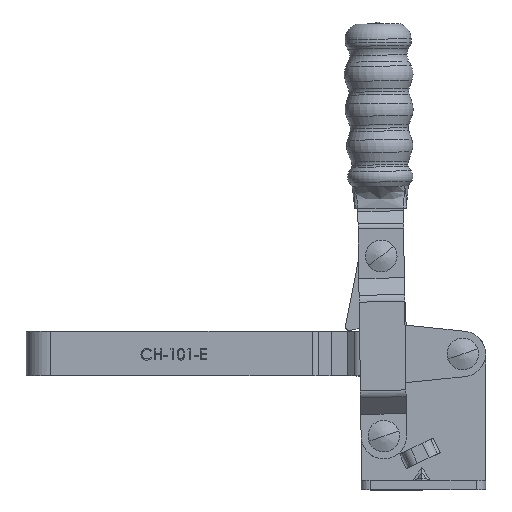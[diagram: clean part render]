
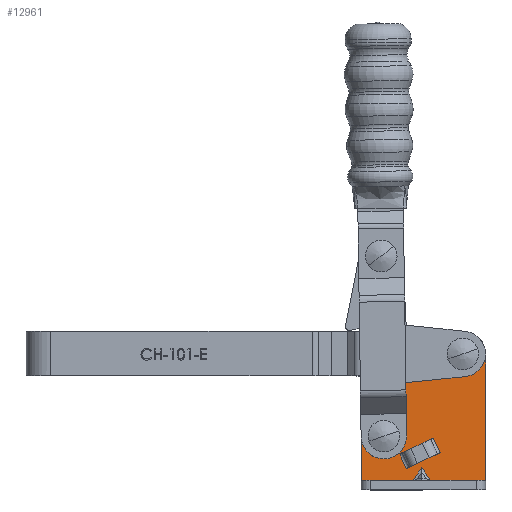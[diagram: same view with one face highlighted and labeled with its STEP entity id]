
A CAD part, top view. The second image highlights one B-rep face of the part: STEP entity #12961.
In plain terms, the highlighted planar face has unit normal (0, 0, 1).
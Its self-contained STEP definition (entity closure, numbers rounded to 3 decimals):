
#12883 = ORIENTED_EDGE ( 'NONE', *, *, #12884, .F. ) ;
#12884 = EDGE_CURVE ( 'NONE', #12986, #12985, #19828, .T. ) ;
#12885 = ORIENTED_EDGE ( 'NONE', *, *, #12886, .T. ) ;
#12886 = EDGE_CURVE ( 'NONE', #13050, #12887, #19819, .T. ) ;
#12887 = VERTEX_POINT ( 'NONE', #19815 ) ;
#12888 = ORIENTED_EDGE ( 'NONE', *, *, #12995, .T. ) ;
#12889 = EDGE_CURVE ( 'NONE', #13041, #13044, #19814, .T. ) ;
#12890 = ORIENTED_EDGE ( 'NONE', *, *, #12891, .F. ) ;
#12891 = EDGE_CURVE ( 'NONE', #12892, #13044, #19810, .T. ) ;
#12892 = VERTEX_POINT ( 'NONE', #19806 ) ;
#12893 = ORIENTED_EDGE ( 'NONE', *, *, #12894, .T. ) ;
#12894 = EDGE_CURVE ( 'NONE', #12892, #13042, #19805, .T. ) ;
#12925 = EDGE_LOOP ( 'NONE', ( #12926, #12927 ) ) ;
#12926 = ORIENTED_EDGE ( 'NONE', *, *, #12943, .F. ) ;
#12927 = ORIENTED_EDGE ( 'NONE', *, *, #12928, .F. ) ;
#12928 = EDGE_CURVE ( 'NONE', #12945, #12944, #19902, .T. ) ;
#12929 = EDGE_LOOP ( 'NONE', ( #12930, #12934, #13045, #13048, #12885, #12888, #12997, #13000, #13036 ) ) ;
#12930 = ORIENTED_EDGE ( 'NONE', *, *, #12931, .F. ) ;
#12931 = EDGE_CURVE ( 'NONE', #12932, #12933, #19897, .T. ) ;
#12932 = VERTEX_POINT ( 'NONE', #19893 ) ;
#12933 = VERTEX_POINT ( 'NONE', #19892 ) ;
#12934 = ORIENTED_EDGE ( 'NONE', *, *, #12935, .T. ) ;
#12935 = EDGE_CURVE ( 'NONE', #12932, #12936, #19891, .T. ) ;
#12936 = VERTEX_POINT ( 'NONE', #19887 ) ;
#12943 = EDGE_CURVE ( 'NONE', #12944, #12945, #19939, .T. ) ;
#12944 = VERTEX_POINT ( 'NONE', #19930 ) ;
#12945 = VERTEX_POINT ( 'NONE', #19929 ) ;
#12961 = ADVANCED_FACE ( 'NONE', ( #19963, #19962, #19961, #19960 ), #19959, .T. ) ;
#12962 = EDGE_LOOP ( 'NONE', ( #12963, #12883 ) ) ;
#12963 = ORIENTED_EDGE ( 'NONE', *, *, #12984, .F. ) ;
#12984 = EDGE_CURVE ( 'NONE', #12985, #12986, #20026, .T. ) ;
#12985 = VERTEX_POINT ( 'NONE', #20021 ) ;
#12986 = VERTEX_POINT ( 'NONE', #20020 ) ;
#12995 = EDGE_CURVE ( 'NONE', #12887, #12996, #20008, .T. ) ;
#12996 = VERTEX_POINT ( 'NONE', #20003 ) ;
#12997 = ORIENTED_EDGE ( 'NONE', *, *, #12998, .T. ) ;
#12998 = EDGE_CURVE ( 'NONE', #12996, #12999, #20002, .T. ) ;
#12999 = VERTEX_POINT ( 'NONE', #20058 ) ;
#13000 = ORIENTED_EDGE ( 'NONE', *, *, #13001, .T. ) ;
#13001 = EDGE_CURVE ( 'NONE', #12999, #13002, #20057, .T. ) ;
#13002 = VERTEX_POINT ( 'NONE', #20052 ) ;
#13036 = ORIENTED_EDGE ( 'NONE', *, *, #13037, .T. ) ;
#13037 = EDGE_CURVE ( 'NONE', #13002, #12933, #20126, .T. ) ;
#13038 = EDGE_LOOP ( 'NONE', ( #13039, #13043, #12890, #12893 ) ) ;
#13039 = ORIENTED_EDGE ( 'NONE', *, *, #13040, .F. ) ;
#13040 = EDGE_CURVE ( 'NONE', #13041, #13042, #20122, .T. ) ;
#13041 = VERTEX_POINT ( 'NONE', #20118 ) ;
#13042 = VERTEX_POINT ( 'NONE', #20117 ) ;
#13043 = ORIENTED_EDGE ( 'NONE', *, *, #12889, .T. ) ;
#13044 = VERTEX_POINT ( 'NONE', #20116 ) ;
#13045 = ORIENTED_EDGE ( 'NONE', *, *, #13046, .T. ) ;
#13046 = EDGE_CURVE ( 'NONE', #12936, #13047, #20115, .T. ) ;
#13047 = VERTEX_POINT ( 'NONE', #20111 ) ;
#13048 = ORIENTED_EDGE ( 'NONE', *, *, #13049, .F. ) ;
#13049 = EDGE_CURVE ( 'NONE', #13050, #13047, #20110, .T. ) ;
#13050 = VERTEX_POINT ( 'NONE', #20106 ) ;
#19805 = LINE ( 'NONE', #19858, #19857 ) ;
#19806 = CARTESIAN_POINT ( 'NONE',  ( -25.088, 6.781, 3. ) ) ;
#19807 = DIRECTION ( 'NONE',  ( 0.906, 0.423, 0. ) ) ;
#19808 = VECTOR ( 'NONE', #19807, 1000. ) ;
#19809 = CARTESIAN_POINT ( 'NONE',  ( -15.181, 11.401, 3. ) ) ;
#19810 = LINE ( 'NONE', #19809, #19808 ) ;
#19811 = DIRECTION ( 'NONE',  ( 0.423, -0.906, 0. ) ) ;
#19812 = VECTOR ( 'NONE', #19811, 1000. ) ;
#19813 = CARTESIAN_POINT ( 'NONE',  ( -14.39, 11.77, 3. ) ) ;
#19814 = LINE ( 'NONE', #19813, #19812 ) ;
#19815 = CARTESIAN_POINT ( 'NONE',  ( 0., 43., 3. ) ) ;
#19816 = DIRECTION ( 'NONE',  ( 0., 1., 0. ) ) ;
#19817 = VECTOR ( 'NONE', #19816, 1000. ) ;
#19818 = CARTESIAN_POINT ( 'NONE',  ( 0., 0., 3. ) ) ;
#19819 = LINE ( 'NONE', #19818, #19817 ) ;
#19820 = DIRECTION ( 'NONE',  ( 1., 0., 0. ) ) ;
#19821 = DIRECTION ( 'NONE',  ( 0., 0., 1. ) ) ;
#19822 = CARTESIAN_POINT ( 'NONE',  ( -32.2, 17., 3. ) ) ;
#19823 = AXIS2_PLACEMENT_3D ( 'NONE', #19822, #19821, #19820 ) ;
#19828 = CIRCLE ( 'NONE', #19823, 3.2 ) ;
#19856 = DIRECTION ( 'NONE',  ( -0.423, 0.906, 0. ) ) ;
#19857 = VECTOR ( 'NONE', #19856, 1000. ) ;
#19858 = CARTESIAN_POINT ( 'NONE',  ( -27.229, 11.374, 3. ) ) ;
#19887 = CARTESIAN_POINT ( 'NONE',  ( -20.2, 7., 3. ) ) ;
#19888 = DIRECTION ( 'NONE',  ( 0.577, 0.816, 0. ) ) ;
#19889 = VECTOR ( 'NONE', #19888, 1000. ) ;
#19890 = CARTESIAN_POINT ( 'NONE',  ( -20.671, 6.333, 3. ) ) ;
#19891 = LINE ( 'NONE', #19890, #19889 ) ;
#19892 = CARTESIAN_POINT ( 'NONE',  ( -39.4, 3., 3. ) ) ;
#19893 = CARTESIAN_POINT ( 'NONE',  ( -23.028, 3., 3. ) ) ;
#19894 = DIRECTION ( 'NONE',  ( -1., 0., 0. ) ) ;
#19895 = VECTOR ( 'NONE', #19894, 1000. ) ;
#19896 = CARTESIAN_POINT ( 'NONE',  ( 0., 3., 3. ) ) ;
#19897 = LINE ( 'NONE', #19896, #19895 ) ;
#19898 = DIRECTION ( 'NONE',  ( 1., 0., 0. ) ) ;
#19899 = DIRECTION ( 'NONE',  ( 0., 0., 1. ) ) ;
#19900 = CARTESIAN_POINT ( 'NONE',  ( -7.2, 43., 3. ) ) ;
#19901 = AXIS2_PLACEMENT_3D ( 'NONE', #19900, #19899, #19898 ) ;
#19902 = CIRCLE ( 'NONE', #19901, 3.2 ) ;
#19929 = CARTESIAN_POINT ( 'NONE',  ( -4., 43., 3. ) ) ;
#19930 = CARTESIAN_POINT ( 'NONE',  ( -10.4, 43., 3. ) ) ;
#19931 = DIRECTION ( 'NONE',  ( 1., 0., 0. ) ) ;
#19932 = DIRECTION ( 'NONE',  ( 0., 0., 1. ) ) ;
#19933 = CARTESIAN_POINT ( 'NONE',  ( -7.2, 43., 3. ) ) ;
#19934 = AXIS2_PLACEMENT_3D ( 'NONE', #19933, #19932, #19931 ) ;
#19939 = CIRCLE ( 'NONE', #19934, 3.2 ) ;
#19954 = DIRECTION ( 'NONE',  ( 1., 0., 0. ) ) ;
#19955 = DIRECTION ( 'NONE',  ( 0., 0., 1. ) ) ;
#19956 = AXIS2_PLACEMENT_3D ( 'NONE', #19958, #19955, #19954 ) ;
#19958 = CARTESIAN_POINT ( 'NONE',  ( -7.2, 43., 3. ) ) ;
#19959 = PLANE ( 'NONE',  #19956 ) ;
#19960 = FACE_BOUND ( 'NONE', #13038, .T. ) ;
#19961 = FACE_OUTER_BOUND ( 'NONE', #12929, .T. ) ;
#19962 = FACE_BOUND ( 'NONE', #12925, .T. ) ;
#19963 = FACE_BOUND ( 'NONE', #12962, .T. ) ;
#20002 = LINE ( 'NONE', #20061, #20060 ) ;
#20003 = CARTESIAN_POINT ( 'NONE',  ( -12.39, 47.99, 3. ) ) ;
#20004 = DIRECTION ( 'NONE',  ( 1., 0., 0. ) ) ;
#20005 = DIRECTION ( 'NONE',  ( 0., 0., 1. ) ) ;
#20006 = CARTESIAN_POINT ( 'NONE',  ( -7.2, 43., 3. ) ) ;
#20007 = AXIS2_PLACEMENT_3D ( 'NONE', #20006, #20005, #20004 ) ;
#20008 = CIRCLE ( 'NONE', #20007, 7.2 ) ;
#20020 = CARTESIAN_POINT ( 'NONE',  ( -29., 17., 3. ) ) ;
#20021 = CARTESIAN_POINT ( 'NONE',  ( -35.4, 17., 3. ) ) ;
#20022 = DIRECTION ( 'NONE',  ( 1., 0., 0. ) ) ;
#20023 = DIRECTION ( 'NONE',  ( 0., 0., 1. ) ) ;
#20024 = CARTESIAN_POINT ( 'NONE',  ( -32.2, 17., 3. ) ) ;
#20025 = AXIS2_PLACEMENT_3D ( 'NONE', #20024, #20023, #20022 ) ;
#20026 = CIRCLE ( 'NONE', #20025, 3.2 ) ;
#20052 = CARTESIAN_POINT ( 'NONE',  ( -39.4, 17., 3. ) ) ;
#20053 = DIRECTION ( 'NONE',  ( 1., 0., 0. ) ) ;
#20054 = DIRECTION ( 'NONE',  ( 0., 0., 1. ) ) ;
#20055 = CARTESIAN_POINT ( 'NONE',  ( -32.2, 17., 3. ) ) ;
#20056 = AXIS2_PLACEMENT_3D ( 'NONE', #20055, #20054, #20053 ) ;
#20057 = CIRCLE ( 'NONE', #20056, 7.2 ) ;
#20058 = CARTESIAN_POINT ( 'NONE',  ( -37.39, 21.99, 3. ) ) ;
#20059 = DIRECTION ( 'NONE',  ( -0.693, -0.721, 0. ) ) ;
#20060 = VECTOR ( 'NONE', #20059, 1000. ) ;
#20061 = CARTESIAN_POINT ( 'NONE',  ( -37.39, 21.99, 3. ) ) ;
#20106 = CARTESIAN_POINT ( 'NONE',  ( 0., 3., 3. ) ) ;
#20107 = DIRECTION ( 'NONE',  ( -1., 0., 0. ) ) ;
#20108 = VECTOR ( 'NONE', #20107, 1000. ) ;
#20109 = CARTESIAN_POINT ( 'NONE',  ( 0., 3., 3. ) ) ;
#20110 = LINE ( 'NONE', #20109, #20108 ) ;
#20111 = CARTESIAN_POINT ( 'NONE',  ( -17.372, 3., 3. ) ) ;
#20112 = DIRECTION ( 'NONE',  ( 0.577, -0.816, 0. ) ) ;
#20113 = VECTOR ( 'NONE', #20112, 1000. ) ;
#20114 = CARTESIAN_POINT ( 'NONE',  ( -18.229, 4.212, 3. ) ) ;
#20115 = LINE ( 'NONE', #20114, #20113 ) ;
#20116 = CARTESIAN_POINT ( 'NONE',  ( -14.39, 11.77, 3. ) ) ;
#20117 = CARTESIAN_POINT ( 'NONE',  ( -27.229, 11.374, 3. ) ) ;
#20118 = CARTESIAN_POINT ( 'NONE',  ( -16.531, 16.362, 3. ) ) ;
#20119 = DIRECTION ( 'NONE',  ( -0.906, -0.423, 0. ) ) ;
#20120 = VECTOR ( 'NONE', #20119, 1000. ) ;
#20121 = CARTESIAN_POINT ( 'NONE',  ( -26.438, 11.742, 3. ) ) ;
#20122 = LINE ( 'NONE', #20121, #20120 ) ;
#20123 = DIRECTION ( 'NONE',  ( 0., -1., 0. ) ) ;
#20124 = VECTOR ( 'NONE', #20123, 1000. ) ;
#20125 = CARTESIAN_POINT ( 'NONE',  ( -39.4, 0., 3. ) ) ;
#20126 = LINE ( 'NONE', #20125, #20124 ) ;
